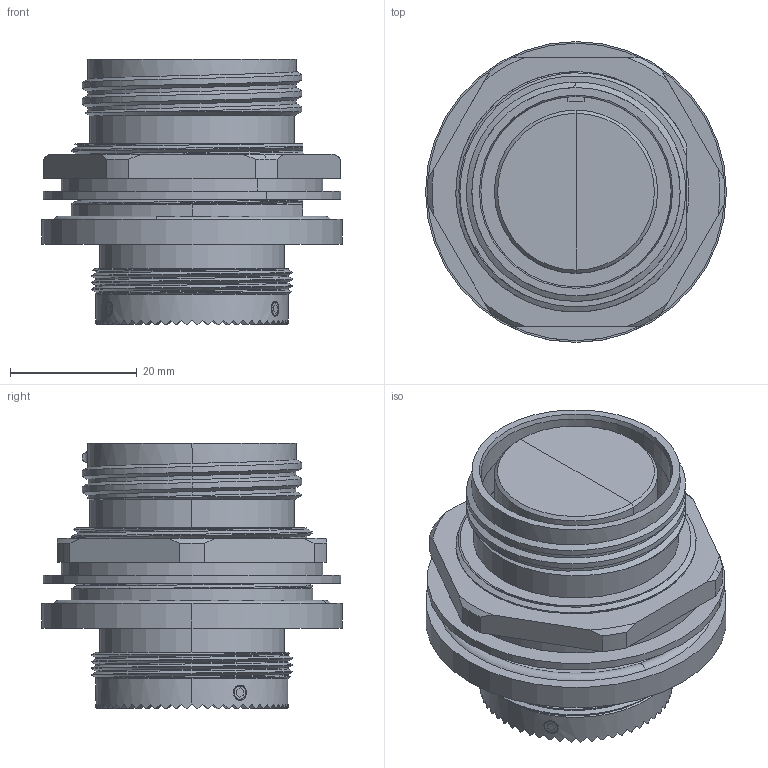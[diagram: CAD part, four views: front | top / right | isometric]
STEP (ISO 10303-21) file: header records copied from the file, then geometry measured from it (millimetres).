
FILE_DESCRIPTION (( 'STEP AP203' ), '1' );
FILE_NAME ('Size 21 Jam.STEP', '2019-03-29T18:07:12', ( '' ), ( '' ), 'SwSTEP 2.0', 'SolidWorks 2019', '' );
FILE_SCHEMA (( 'CONFIG_CONTROL_DESIGN' ));
Length unit declared in the file: inch
Products named in the file (1): Size 21 Jam
Bounding box: 47.5 x 47.5 x 41.91 mm (x, y, z)
Volume: 40506.1 mm3; surface area: 13287.8 mm2
Topology: 1 solids, 1 shells, 397 faces, 1111 edges, 735 vertices
Faces by surface type: plane 269, cylinder 81, cone 31, bspline 14, torus 2
Entity records: 18733 total; most frequent: CARTESIAN_POINT 9248, ORIENTED_EDGE 2218, DIRECTION 1825, EDGE_CURVE 1109, VERTEX_POINT 735, AXIS2_PLACEMENT_3D 719, EDGE_LOOP 418, FACE_OUTER_BOUND 397
